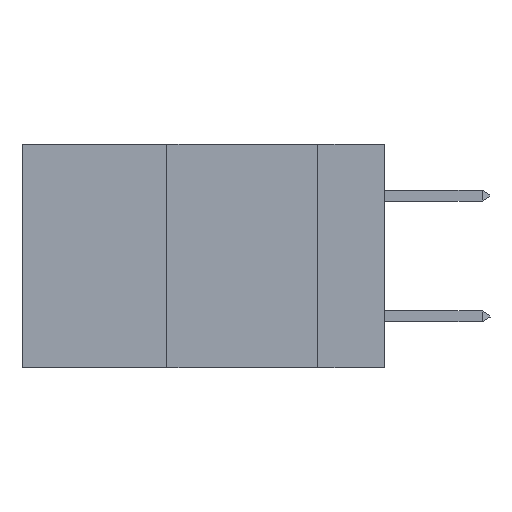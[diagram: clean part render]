
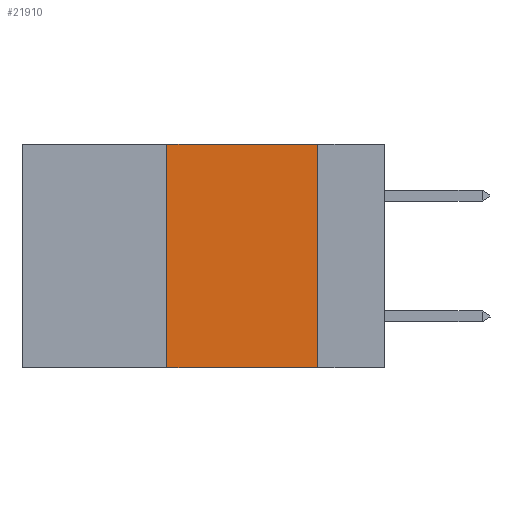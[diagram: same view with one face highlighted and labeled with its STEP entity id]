
A CAD part, left-side view. The second image highlights one B-rep face of the part: STEP entity #21910.
In plain terms, the highlighted planar face has unit normal (-1, 0, 0).
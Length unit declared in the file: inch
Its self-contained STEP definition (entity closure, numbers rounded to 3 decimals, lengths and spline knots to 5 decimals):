
#1074 = EDGE_LOOP ( 'NONE', ( #16812, #14009, #6806, #6153 ) ) ;
#1154 = VECTOR ( 'NONE', #10921, 39.37008 ) ;
#2281 = AXIS2_PLACEMENT_3D ( 'NONE', #6774, #12493, #14394 ) ;
#2771 = VERTEX_POINT ( 'NONE', #10724 ) ;
#3162 = CARTESIAN_POINT ( 'NONE',  ( 0., 0.6, 0. ) ) ;
#5246 = FACE_OUTER_BOUND ( 'NONE', #1074, .T. ) ;
#5736 = CARTESIAN_POINT ( 'NONE',  ( 0., 0.36, 0. ) ) ;
#6153 = ORIENTED_EDGE ( 'NONE', *, *, #10633, .T. ) ;
#6663 = CARTESIAN_POINT ( 'NONE',  ( 0., 0.11, 0. ) ) ;
#6774 = CARTESIAN_POINT ( 'NONE',  ( 0., 0.6, 0. ) ) ;
#6806 = ORIENTED_EDGE ( 'NONE', *, *, #19693, .F. ) ;
#7729 = DIRECTION ( 'NONE',  ( 0., -1., 0. ) ) ;
#8347 = VERTEX_POINT ( 'NONE', #11224 ) ;
#8497 = DIRECTION ( 'NONE',  ( 0., 0., -1. ) ) ;
#8999 = CARTESIAN_POINT ( 'NONE',  ( 0., 0.36, -0.37 ) ) ;
#10607 = VECTOR ( 'NONE', #8497, 39.37008 ) ;
#10633 = EDGE_CURVE ( 'NONE', #18921, #8347, #11313, .T. ) ;
#10724 = CARTESIAN_POINT ( 'NONE',  ( 0., 0.36, 0. ) ) ;
#10789 = PLANE ( 'NONE',  #2281 ) ;
#10824 = EDGE_CURVE ( 'NONE', #2771, #21408, #13614, .T. ) ;
#10921 = DIRECTION ( 'NONE',  ( 0., -1., 0. ) ) ;
#11224 = CARTESIAN_POINT ( 'NONE',  ( 0., 0.11, -0.37 ) ) ;
#11313 = LINE ( 'NONE', #22633, #1154 ) ;
#11331 = LINE ( 'NONE', #5736, #23789 ) ;
#12493 = DIRECTION ( 'NONE',  ( 1., 0., 0. ) ) ;
#13466 = CARTESIAN_POINT ( 'NONE',  ( 0., 0.11, 0. ) ) ;
#13614 = LINE ( 'NONE', #3162, #23768 ) ;
#14009 = ORIENTED_EDGE ( 'NONE', *, *, #10824, .F. ) ;
#14394 = DIRECTION ( 'NONE',  ( 0., 0., -1. ) ) ;
#15468 = DIRECTION ( 'NONE',  ( 0., 0., 1. ) ) ;
#16812 = ORIENTED_EDGE ( 'NONE', *, *, #17066, .F. ) ;
#17066 = EDGE_CURVE ( 'NONE', #21408, #8347, #22792, .T. ) ;
#18921 = VERTEX_POINT ( 'NONE', #8999 ) ;
#19693 = EDGE_CURVE ( 'NONE', #18921, #2771, #11331, .T. ) ;
#21408 = VERTEX_POINT ( 'NONE', #13466 ) ;
#21910 = ADVANCED_FACE ( 'NONE', ( #5246 ), #10789, .F. ) ;
#22633 = CARTESIAN_POINT ( 'NONE',  ( 0., 0.6, -0.37 ) ) ;
#22792 = LINE ( 'NONE', #6663, #10607 ) ;
#23768 = VECTOR ( 'NONE', #7729, 39.37008 ) ;
#23789 = VECTOR ( 'NONE', #15468, 39.37008 ) ;
